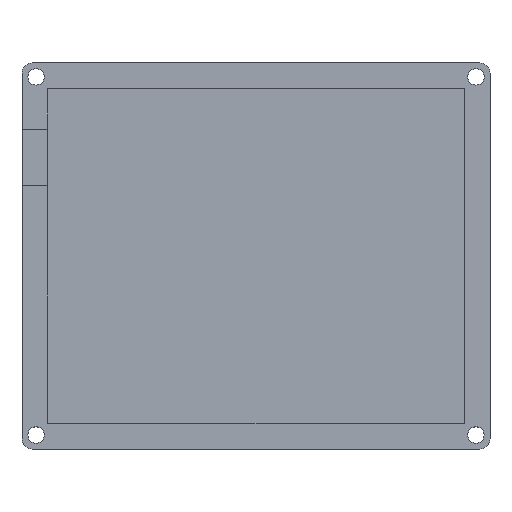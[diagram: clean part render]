
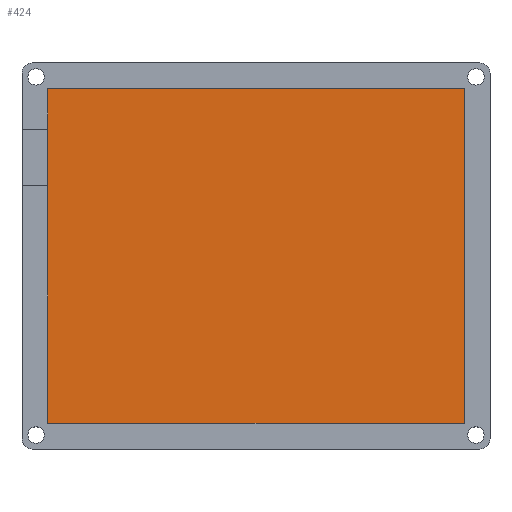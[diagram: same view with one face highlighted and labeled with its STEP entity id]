
A CAD part, top view. The second image highlights one B-rep face of the part: STEP entity #424.
In plain terms, the highlighted planar face has unit normal (0, 0, 1).
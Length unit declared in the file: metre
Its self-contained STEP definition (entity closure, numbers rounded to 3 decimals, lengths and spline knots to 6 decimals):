
#132=ORIENTED_EDGE('',*,*,#186,.F.);
#133=ORIENTED_EDGE('',*,*,#188,.T.);
#134=ORIENTED_EDGE('',*,*,#190,.T.);
#135=ORIENTED_EDGE('',*,*,#195,.F.);
#186=EDGE_CURVE('',#238,#239,#266,.T.);
#188=EDGE_CURVE('',#238,#240,#268,.T.);
#190=EDGE_CURVE('',#240,#241,#270,.T.);
#195=EDGE_CURVE('',#239,#241,#275,.T.);
#238=VERTEX_POINT('',#674);
#239=VERTEX_POINT('',#676);
#240=VERTEX_POINT('',#680);
#241=VERTEX_POINT('',#684);
#266=LINE('',#675,#306);
#268=LINE('',#679,#308);
#270=LINE('',#683,#310);
#275=LINE('',#692,#315);
#306=VECTOR('',#543,1.);
#308=VECTOR('',#547,1.);
#310=VECTOR('',#551,1.);
#315=VECTOR('',#558,1.);
#354=EDGE_LOOP('',(#132,#133,#134,#135));
#388=FACE_BOUND('',#354,.T.);
#402=PLANE('',#475);
#424=ADVANCED_FACE('',(#388),#402,.T.);
#475=AXIS2_PLACEMENT_3D('',#710,#587,#588);
#543=DIRECTION('',(-1.,0.,0.));
#547=DIRECTION('',(0.,1.,0.));
#551=DIRECTION('',(-1.,0.,0.));
#558=DIRECTION('',(0.,1.,0.));
#587=DIRECTION('',(0.,0.,1.));
#588=DIRECTION('',(1.,0.,0.));
#674=CARTESIAN_POINT('',(0.04075,-0.03275,0.003));
#675=CARTESIAN_POINT('',(0.,-0.03275,0.003));
#676=CARTESIAN_POINT('',(-0.04075,-0.03275,0.003));
#679=CARTESIAN_POINT('',(0.04075,0.,0.003));
#680=CARTESIAN_POINT('',(0.04075,0.03275,0.003));
#683=CARTESIAN_POINT('',(0.,0.03275,0.003));
#684=CARTESIAN_POINT('',(-0.04075,0.03275,0.003));
#692=CARTESIAN_POINT('',(-0.04075,0.,0.003));
#710=CARTESIAN_POINT('',(0.,0.,0.003));
